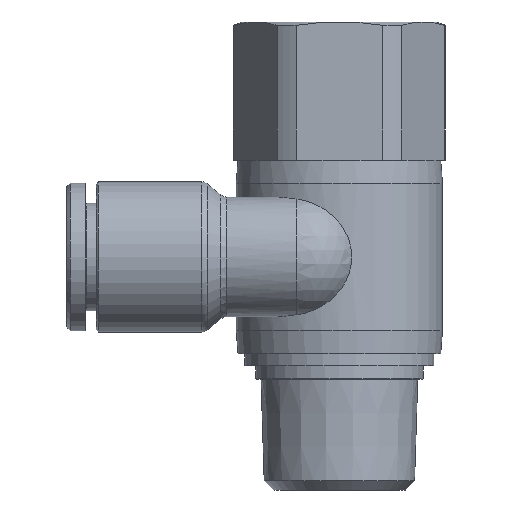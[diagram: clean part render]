
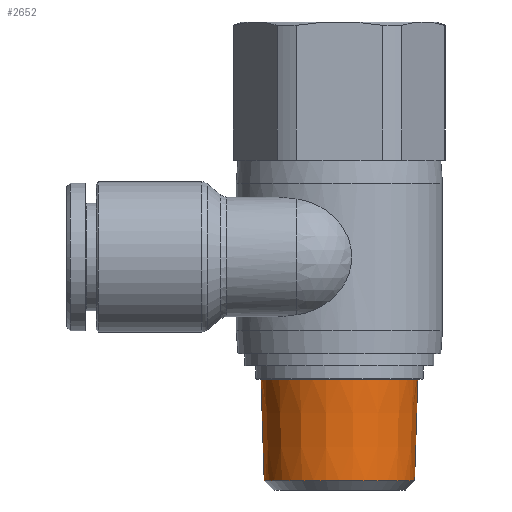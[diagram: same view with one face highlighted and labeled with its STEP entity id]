
A CAD part, left-side view. The second image highlights one B-rep face of the part: STEP entity #2652.
In plain terms, the highlighted conical face has half-angle 1.79 degrees and reference radius 8.32 mm.
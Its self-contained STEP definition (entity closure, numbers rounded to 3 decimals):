
#2094=CARTESIAN_POINT('',(-2.908,8.5,-13.3));
#2095=VERTEX_POINT('',#2094);
#2096=CARTESIAN_POINT('',(-2.564,8.5,-24.3));
#2097=VERTEX_POINT('',#2096);
#2098=CARTESIAN_POINT('',(-2.908,8.5,-13.3));
#2099=DIRECTION('',(0.031,0.,-1.));
#2100=VECTOR('',#2099,11.006);
#2101=LINE('',#2098,#2100);
#2102=EDGE_CURVE('',#2095,#2097,#2101,.T.);
#2104=CARTESIAN_POINT('',(14.107,8.5,-13.3));
#2105=VERTEX_POINT('',#2104);
#2113=CARTESIAN_POINT('',(13.764,8.5,-24.3));
#2114=VERTEX_POINT('',#2113);
#2115=CARTESIAN_POINT('',(13.764,8.5,-24.3));
#2116=DIRECTION('',(0.031,0.,1.));
#2117=VECTOR('',#2116,11.006);
#2118=LINE('',#2115,#2117);
#2119=EDGE_CURVE('',#2114,#2105,#2118,.T.);
#2144=CARTESIAN_POINT('',(5.6,8.5,-24.3));
#2145=DIRECTION('',(0.0,0.0,-1.0));
#2146=DIRECTION('',(1.0,0.0,0.0));
#2147=AXIS2_PLACEMENT_3D('',#2144,#2145,#2146);
#2148=CIRCLE('',#2147,8.164);
#2149=EDGE_CURVE('',#2114,#2097,#2148,.T.);
#2563=CARTESIAN_POINT('',(5.6,8.5,-13.3));
#2564=DIRECTION('',(0.0,0.0,-1.0));
#2565=DIRECTION('',(-1.0,0.0,0.0));
#2566=AXIS2_PLACEMENT_3D('',#2563,#2564,#2565);
#2567=CIRCLE('',#2566,8.508);
#2568=EDGE_CURVE('',#2105,#2095,#2567,.T.);
#2641=CARTESIAN_POINT('',(5.6,8.5,-19.3));
#2642=DIRECTION('',(0.,0.0,1.0));
#2643=DIRECTION('',(-1.0,0.0,0.0));
#2644=AXIS2_PLACEMENT_3D('',#2641,#2642,#2643);
#2645=CONICAL_SURFACE('',#2644,8.32,1.79);
#2646=ORIENTED_EDGE('',*,*,#2102,.T.);
#2647=ORIENTED_EDGE('',*,*,#2149,.F.);
#2648=ORIENTED_EDGE('',*,*,#2119,.T.);
#2649=ORIENTED_EDGE('',*,*,#2568,.T.);
#2650=EDGE_LOOP('',(#2646,#2647,#2648,#2649));
#2651=FACE_OUTER_BOUND('',#2650,.T.);
#2652=ADVANCED_FACE('',(#2651),#2645,.T.);
